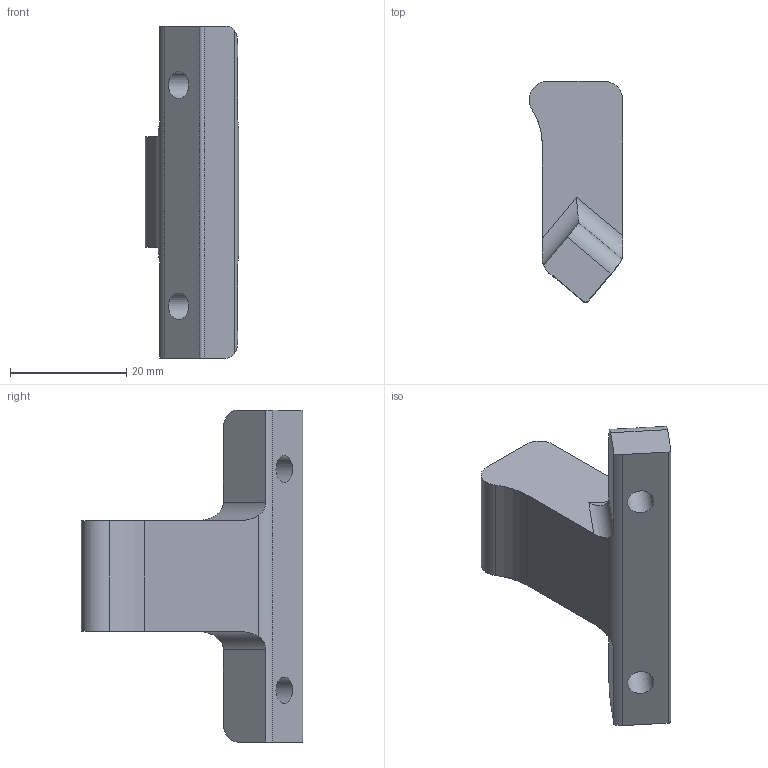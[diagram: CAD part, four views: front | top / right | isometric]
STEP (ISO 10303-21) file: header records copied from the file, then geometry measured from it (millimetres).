
FILE_DESCRIPTION(/* description */ (''),/* implementation_level */ '2;1');
FILE_NAME(/* name */ 'RampSupport.stp',/* time_stamp */ '2025-09-15T01:46:53-04:00',/* author */ ('Teddy'),/* organization */ (''),/* preprocessor_version */ 'ST-DEVELOPER v20.1',/* originating_system */ 'Autodesk Inventor 2026',/* authorisation */ '');
FILE_SCHEMA (('AUTOMOTIVE_DESIGN { 1 0 10303 214 3 1 1 }'));
Length unit declared in the file: inch
Products named in the file (1): Ramp Support
Bounding box: 16.11 x 38.06 x 57.15 mm (x, y, z)
Volume: 11820.5 mm3; surface area: 4929.2 mm2
Topology: 1 solids, 1 shells, 33 faces, 88 edges, 58 vertices
Faces by surface type: plane 18, cylinder 15
Full cylindrical faces by diameter (mm): 4.572 x3
Entity records: 1115 total; most frequent: CARTESIAN_POINT 218, ORIENTED_EDGE 176, DIRECTION 176, EDGE_CURVE 88, AXIS2_PLACEMENT_3D 60, VERTEX_POINT 58, LINE 56, VECTOR 56
